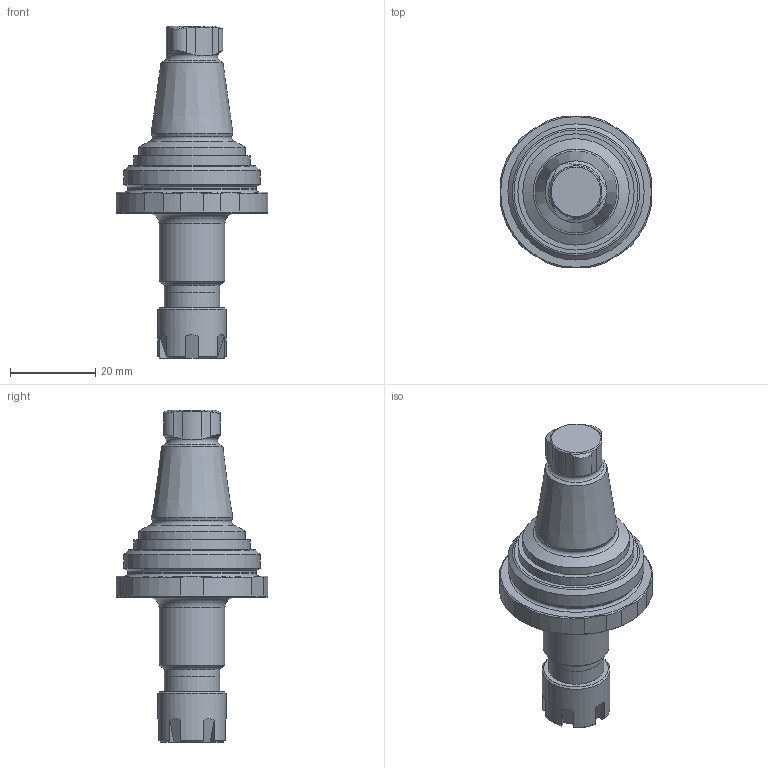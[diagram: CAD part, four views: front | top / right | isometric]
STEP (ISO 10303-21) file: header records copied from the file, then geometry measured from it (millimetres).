
FILE_DESCRIPTION(/* description */ ('Unknown'),/* implementation_level */ '2;1');
FILE_NAME(/* name */ '320020007-40',/* time_stamp */ '2020-02-07T10:13:45+01:00',/* author */ ('Unknown'),/* organization */ ('Unknown'),/* preprocessor_version */ 'ST-DEVELOPER v16.7',/* originating_system */ 'DEX',/* authorisation */ $);
FILE_SCHEMA (('AUTOMOTIVE_DESIGN {1 0 10303 214 3 1 1}'));
Length unit declared in the file: millimetre
Products named in the file (1): 090392_320020007-40_vereinfacht_STP_00410177
Bounding box: 35.6 x 35.6 x 78 mm (x, y, z)
Volume: 21937.8 mm3; surface area: 7572.1 mm2
Topology: 1 solids, 1 shells, 100 faces, 246 edges, 156 vertices
Faces by surface type: plane 36, cylinder 31, cone 26, torus 7
Full cylindrical faces by diameter (mm): 7.5 x1, 8.4 x1, 13 x2, 13.2 x1, 15.5 x1, 16 x1, 25 x1, 27.3 x1, 30.1 x1, 32 x1
Entity records: 2804 total; most frequent: CARTESIAN_POINT 623, DIRECTION 440, ORIENTED_EDGE 412, EDGE_CURVE 206, AXIS2_PLACEMENT_3D 185, VERTEX_POINT 148, EDGE_LOOP 140, FACE_BOUND 140
